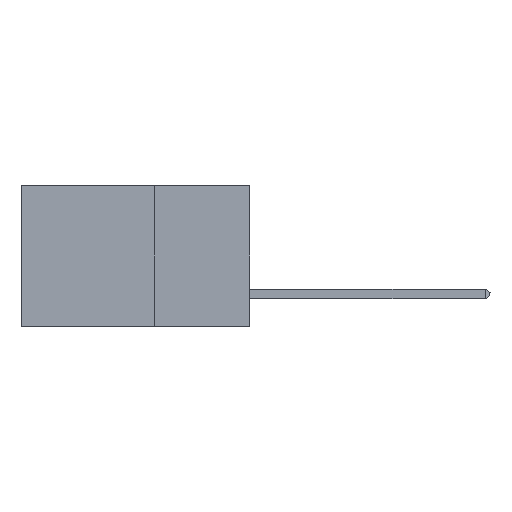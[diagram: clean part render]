
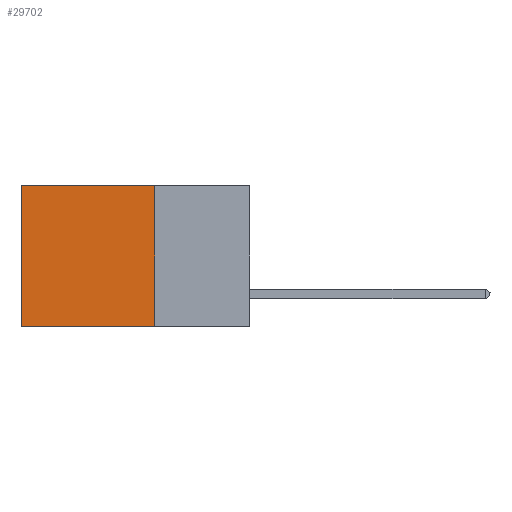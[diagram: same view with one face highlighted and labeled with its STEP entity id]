
A CAD part, left-side view. The second image highlights one B-rep face of the part: STEP entity #29702.
In plain terms, the highlighted planar face has unit normal (-1, 0, 0).
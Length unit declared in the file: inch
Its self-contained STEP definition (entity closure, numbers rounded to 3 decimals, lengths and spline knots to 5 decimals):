
#574 = VERTEX_POINT ( 'NONE', #37541 ) ;
#2753 = CARTESIAN_POINT ( 'NONE',  ( 0.2875, 0.25, 0. ) ) ;
#4010 = EDGE_CURVE ( 'NONE', #37569, #28443, #28955, .T. ) ;
#5967 = VECTOR ( 'NONE', #11080, 39.37008 ) ;
#6067 = ORIENTED_EDGE ( 'NONE', *, *, #19050, .T. ) ;
#6315 = EDGE_CURVE ( 'NONE', #574, #18348, #17391, .T. ) ;
#6377 = EDGE_CURVE ( 'NONE', #574, #37569, #34772, .T. ) ;
#6952 = EDGE_LOOP ( 'NONE', ( #6067, #34665, #26472, #34970 ) ) ;
#11080 = DIRECTION ( 'NONE',  ( 0., 0., -1. ) ) ;
#12104 = AXIS2_PLACEMENT_3D ( 'NONE', #32319, #14794, #20841 ) ;
#12995 = CARTESIAN_POINT ( 'NONE',  ( 0.2875, 0.25, -0.37 ) ) ;
#14794 = DIRECTION ( 'NONE',  ( 1., 0., 0. ) ) ;
#16636 = FACE_OUTER_BOUND ( 'NONE', #6952, .T. ) ;
#17391 = LINE ( 'NONE', #28411, #31530 ) ;
#18348 = VERTEX_POINT ( 'NONE', #22385 ) ;
#18467 = DIRECTION ( 'NONE',  ( 0., 0., -1. ) ) ;
#19050 = EDGE_CURVE ( 'NONE', #18348, #28443, #20759, .T. ) ;
#19482 = CARTESIAN_POINT ( 'NONE',  ( 0.2875, 0.25, -0.37 ) ) ;
#20759 = LINE ( 'NONE', #21313, #22596 ) ;
#20841 = DIRECTION ( 'NONE',  ( 0., 0., -1. ) ) ;
#21313 = CARTESIAN_POINT ( 'NONE',  ( 0.2875, 0.6, 0. ) ) ;
#22385 = CARTESIAN_POINT ( 'NONE',  ( 0.2875, 0.6, 0. ) ) ;
#22596 = VECTOR ( 'NONE', #18467, 39.37008 ) ;
#26472 = ORIENTED_EDGE ( 'NONE', *, *, #6377, .F. ) ;
#28411 = CARTESIAN_POINT ( 'NONE',  ( 0.2875, 0.25, 0. ) ) ;
#28443 = VERTEX_POINT ( 'NONE', #35790 ) ;
#28955 = LINE ( 'NONE', #19482, #30309 ) ;
#29339 = PLANE ( 'NONE',  #12104 ) ;
#29702 = ADVANCED_FACE ( 'NONE', ( #16636 ), #29339, .F. ) ;
#30309 = VECTOR ( 'NONE', #31421, 39.37008 ) ;
#31421 = DIRECTION ( 'NONE',  ( 0., 1., 0. ) ) ;
#31488 = DIRECTION ( 'NONE',  ( 0., 1., 0. ) ) ;
#31530 = VECTOR ( 'NONE', #31488, 39.37008 ) ;
#32319 = CARTESIAN_POINT ( 'NONE',  ( 0.2875, 0.25, 0. ) ) ;
#34665 = ORIENTED_EDGE ( 'NONE', *, *, #4010, .F. ) ;
#34772 = LINE ( 'NONE', #2753, #5967 ) ;
#34970 = ORIENTED_EDGE ( 'NONE', *, *, #6315, .T. ) ;
#35790 = CARTESIAN_POINT ( 'NONE',  ( 0.2875, 0.6, -0.37 ) ) ;
#37541 = CARTESIAN_POINT ( 'NONE',  ( 0.2875, 0.25, 0. ) ) ;
#37569 = VERTEX_POINT ( 'NONE', #12995 ) ;
